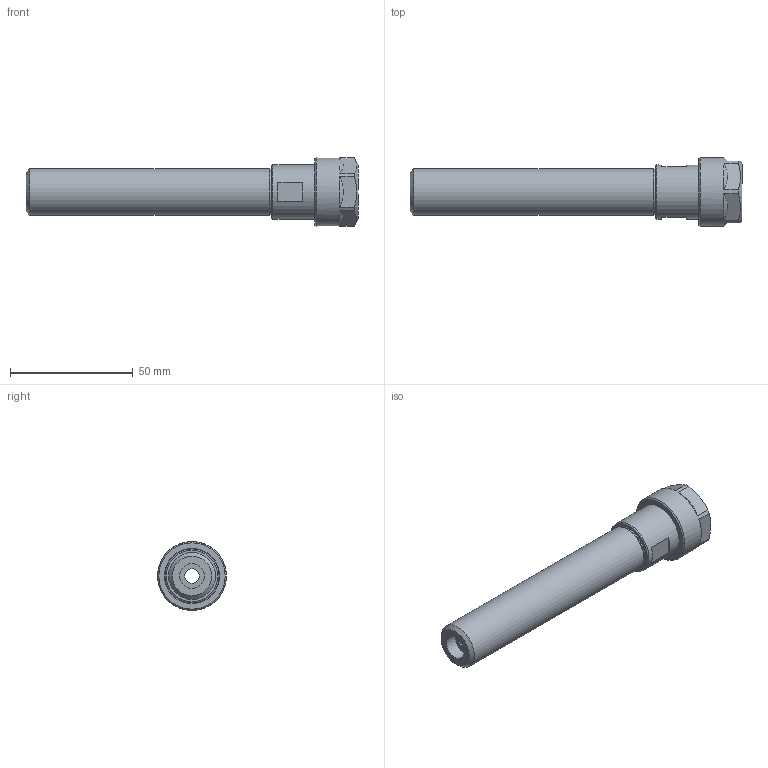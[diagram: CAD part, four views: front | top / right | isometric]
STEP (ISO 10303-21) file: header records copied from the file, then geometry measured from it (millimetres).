
FILE_DESCRIPTION(/* description */ (''),/* implementation_level */ '2;1');
FILE_NAME(/* name */ 'S075-ER16H-0394.stp',/* time_stamp */ '2019-06-17T14:49:44-05:00',/* author */ ('ldfli'),/* organization */ (''),/* preprocessor_version */ 'ST-DEVELOPER v18',/* originating_system */ 'Autodesk Inventor LT',/* authorisation */ '');
FILE_SCHEMA (('AUTOMOTIVE_DESIGN { 1 0 10303 214 3 1 1 }'));
Length unit declared in the file: millimetre
Products named in the file (1): S075-ER16H-0394
Bounding box: 135.1 x 28 x 28 mm (x, y, z)
Volume: 33757.5 mm3; surface area: 15405.2 mm2
Topology: 2 solids, 2 shells, 64 faces, 183 edges, 131 vertices
Faces by surface type: plane 29, cone 17, cylinder 13, torus 5
Full cylindrical faces by diameter (mm): 6 x1, 9.728 x1, 10 x1, 11 x1, 12.552 x1, 14.64 x1, 18.5 x1, 18.55 x1, 19.05 x1, 20.5 x1, 22 x1, 23.56 x1, 28 x1
Entity records: 2225 total; most frequent: CARTESIAN_POINT 417, DIRECTION 407, ORIENTED_EDGE 366, EDGE_CURVE 183, AXIS2_PLACEMENT_3D 178, VERTEX_POINT 131, CIRCLE 113, EDGE_LOOP 76
